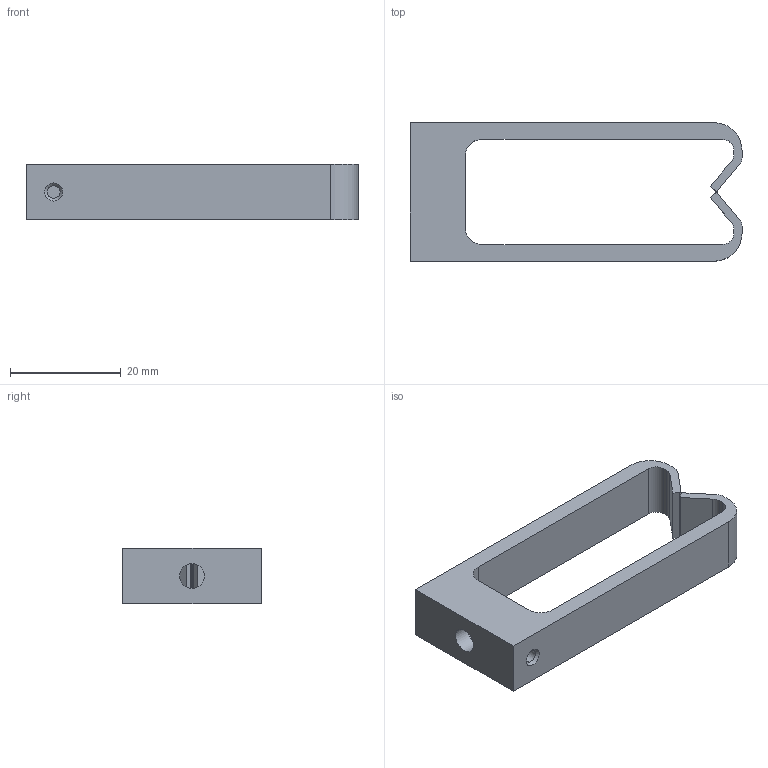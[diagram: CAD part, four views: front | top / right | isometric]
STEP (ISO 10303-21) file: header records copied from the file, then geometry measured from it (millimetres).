
FILE_DESCRIPTION(/* description */ (''),/* implementation_level */ '2;1');
FILE_NAME(/* name */ '02_31__XP_Fix_Cables_Base___V1.1.step',/* time_stamp */ '2025-04-03T11:30:23+02:00',/* author */ (''),/* organization */ (''),/* preprocessor_version */ 'ST-DEVELOPER v20.1',/* originating_system */ 'Autodesk Translation Framework v14.4.0.0',/* authorisation */ '');
FILE_SCHEMA (('AUTOMOTIVE_DESIGN { 1 0 10303 214 3 1 1 }'));
Length unit declared in the file: millimetre
Products named in the file (1): 02_31__XP_Fix_Cables_Base___V1.1
Bounding box: 60 x 25 x 10 mm (x, y, z)
Volume: 5253.3 mm3; surface area: 4496.9 mm2
Topology: 1 solids, 1 shells, 39 faces, 100 edges, 66 vertices
Faces by surface type: plane 21, cylinder 16, cone 2
Full cylindrical faces by diameter (mm): 2.3 x2, 4.5 x1, 8.5 x1
Entity records: 1236 total; most frequent: DIRECTION 214, CARTESIAN_POINT 206, ORIENTED_EDGE 200, EDGE_CURVE 100, AXIS2_PLACEMENT_3D 74, LINE 66, VECTOR 66, VERTEX_POINT 66
